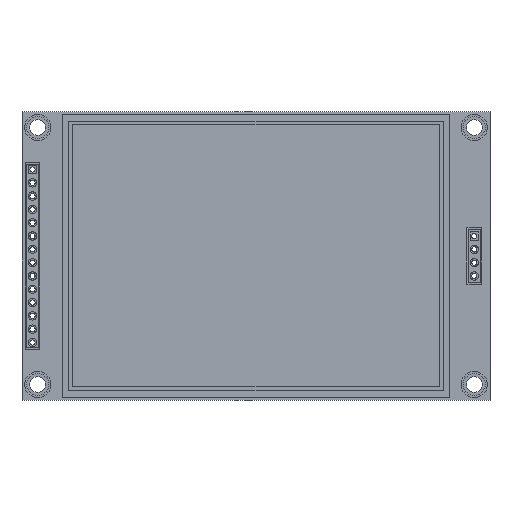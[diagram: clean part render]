
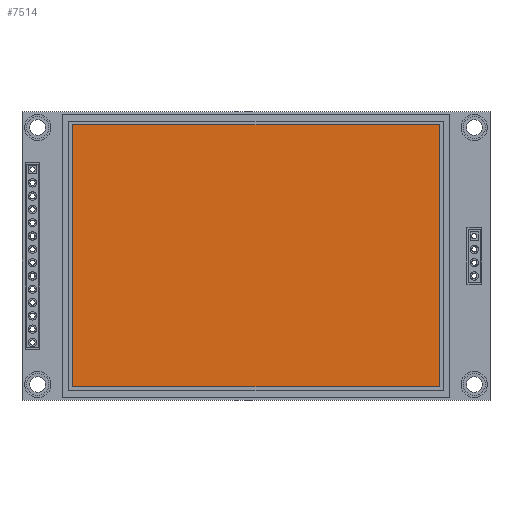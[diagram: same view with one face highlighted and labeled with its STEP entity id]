
A CAD part, top view. The second image highlights one B-rep face of the part: STEP entity #7514.
In plain terms, the highlighted planar face has unit normal (0, 0, 1).
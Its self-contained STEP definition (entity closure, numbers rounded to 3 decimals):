
#7405 = VERTEX_POINT('',#7406);
#7406 = CARTESIAN_POINT('',(35.,-25.,4.));
#7412 = EDGE_CURVE('',#7413,#7405,#7415,.T.);
#7413 = VERTEX_POINT('',#7414);
#7414 = CARTESIAN_POINT('',(-35.,-25.,4.));
#7415 = LINE('',#7416,#7417);
#7416 = CARTESIAN_POINT('',(35.,-25.,4.));
#7417 = VECTOR('',#7418,1.);
#7418 = DIRECTION('',(1.,0.,0.));
#7443 = EDGE_CURVE('',#7444,#7413,#7446,.T.);
#7444 = VERTEX_POINT('',#7445);
#7445 = CARTESIAN_POINT('',(-35.,25.,4.));
#7446 = LINE('',#7447,#7448);
#7447 = CARTESIAN_POINT('',(-35.,-25.,4.));
#7448 = VECTOR('',#7449,1.);
#7449 = DIRECTION('',(0.,-1.,0.));
#7474 = EDGE_CURVE('',#7475,#7444,#7477,.T.);
#7475 = VERTEX_POINT('',#7476);
#7476 = CARTESIAN_POINT('',(35.,25.,4.));
#7477 = LINE('',#7478,#7479);
#7478 = CARTESIAN_POINT('',(-35.,25.,4.));
#7479 = VECTOR('',#7480,1.);
#7480 = DIRECTION('',(-1.,0.,0.));
#7503 = EDGE_CURVE('',#7405,#7475,#7504,.T.);
#7504 = LINE('',#7505,#7506);
#7505 = CARTESIAN_POINT('',(35.,25.,4.));
#7506 = VECTOR('',#7507,1.);
#7507 = DIRECTION('',(0.,1.,0.));
#7514 = ADVANCED_FACE('',(#7515),#7521,.T.);
#7515 = FACE_BOUND('',#7516,.T.);
#7516 = EDGE_LOOP('',(#7517,#7518,#7519,#7520));
#7517 = ORIENTED_EDGE('',*,*,#7503,.T.);
#7518 = ORIENTED_EDGE('',*,*,#7474,.T.);
#7519 = ORIENTED_EDGE('',*,*,#7443,.T.);
#7520 = ORIENTED_EDGE('',*,*,#7412,.T.);
#7521 = PLANE('',#7522);
#7522 = AXIS2_PLACEMENT_3D('',#7523,#7524,#7525);
#7523 = CARTESIAN_POINT('',(0.,0.,4.));
#7524 = DIRECTION('',(0.,0.,1.));
#7525 = DIRECTION('',(1.,0.,-0.));
